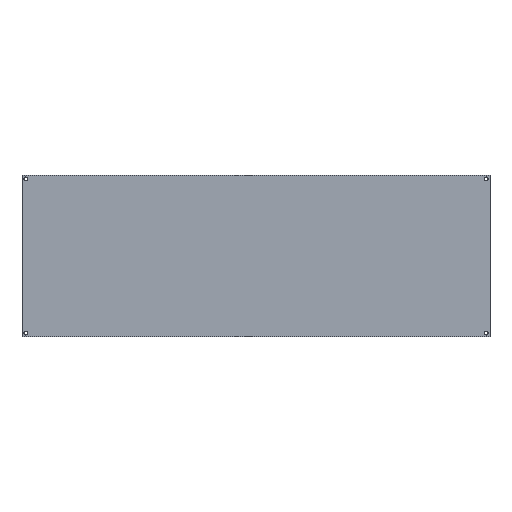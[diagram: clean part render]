
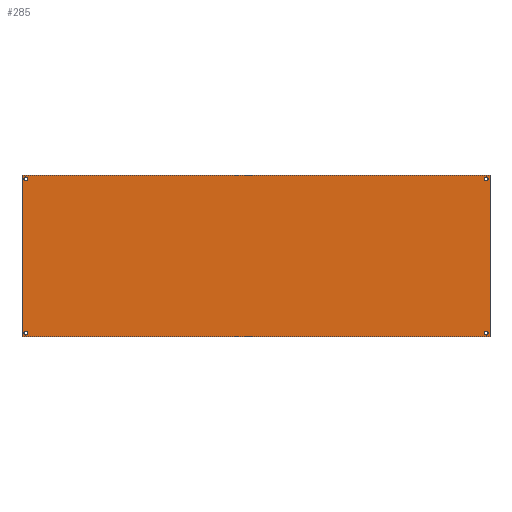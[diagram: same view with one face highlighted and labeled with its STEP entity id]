
A CAD part, top view. The second image highlights one B-rep face of the part: STEP entity #285.
In plain terms, the highlighted planar face has unit normal (0, 0, 1).
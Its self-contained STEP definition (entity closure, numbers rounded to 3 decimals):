
#19=FACE_BOUND('',#64,.T.);
#20=FACE_BOUND('',#65,.T.);
#21=FACE_BOUND('',#66,.T.);
#22=FACE_BOUND('',#67,.T.);
#31=PLANE('',#313);
#45=FACE_OUTER_BOUND('',#63,.T.);
#63=EDGE_LOOP('',(#221,#222,#223,#224));
#64=EDGE_LOOP('',(#225));
#65=EDGE_LOOP('',(#226));
#66=EDGE_LOOP('',(#227));
#67=EDGE_LOOP('',(#228));
#93=LINE('',#453,#113);
#94=LINE('',#455,#114);
#95=LINE('',#457,#115);
#96=LINE('',#458,#116);
#113=VECTOR('',#367,10.);
#114=VECTOR('',#368,10.);
#115=VECTOR('',#369,10.);
#116=VECTOR('',#370,10.);
#130=CIRCLE('',#303,1.5);
#132=CIRCLE('',#306,1.5);
#134=CIRCLE('',#309,1.5);
#136=CIRCLE('',#312,1.5);
#146=VERTEX_POINT('',#429);
#148=VERTEX_POINT('',#435);
#150=VERTEX_POINT('',#441);
#152=VERTEX_POINT('',#447);
#153=VERTEX_POINT('',#451);
#154=VERTEX_POINT('',#452);
#155=VERTEX_POINT('',#454);
#156=VERTEX_POINT('',#456);
#171=EDGE_CURVE('',#146,#146,#130,.T.);
#174=EDGE_CURVE('',#148,#148,#132,.T.);
#177=EDGE_CURVE('',#150,#150,#134,.T.);
#180=EDGE_CURVE('',#152,#152,#136,.T.);
#181=EDGE_CURVE('',#153,#154,#93,.T.);
#182=EDGE_CURVE('',#154,#155,#94,.T.);
#183=EDGE_CURVE('',#155,#156,#95,.T.);
#184=EDGE_CURVE('',#156,#153,#96,.T.);
#221=ORIENTED_EDGE('',*,*,#181,.T.);
#222=ORIENTED_EDGE('',*,*,#182,.T.);
#223=ORIENTED_EDGE('',*,*,#183,.T.);
#224=ORIENTED_EDGE('',*,*,#184,.T.);
#225=ORIENTED_EDGE('',*,*,#171,.T.);
#226=ORIENTED_EDGE('',*,*,#174,.T.);
#227=ORIENTED_EDGE('',*,*,#177,.T.);
#228=ORIENTED_EDGE('',*,*,#180,.T.);
#285=ADVANCED_FACE('',(#45,#19,#20,#21,#22),#31,.T.);
#303=AXIS2_PLACEMENT_3D('',#431,#342,#343);
#306=AXIS2_PLACEMENT_3D('',#437,#349,#350);
#309=AXIS2_PLACEMENT_3D('',#443,#356,#357);
#312=AXIS2_PLACEMENT_3D('',#449,#363,#364);
#313=AXIS2_PLACEMENT_3D('',#450,#365,#366);
#342=DIRECTION('center_axis',(0.,0.,-1.));
#343=DIRECTION('ref_axis',(-1.,0.,0.));
#349=DIRECTION('center_axis',(0.,0.,-1.));
#350=DIRECTION('ref_axis',(-1.,0.,0.));
#356=DIRECTION('center_axis',(0.,0.,-1.));
#357=DIRECTION('ref_axis',(-1.,0.,0.));
#363=DIRECTION('center_axis',(0.,0.,-1.));
#364=DIRECTION('ref_axis',(-1.,0.,0.));
#365=DIRECTION('center_axis',(0.,0.,1.));
#366=DIRECTION('ref_axis',(1.,0.,0.));
#367=DIRECTION('',(-1.,0.,0.));
#368=DIRECTION('',(0.,-1.,0.));
#369=DIRECTION('',(1.,0.,0.));
#370=DIRECTION('',(0.,1.,0.));
#429=CARTESIAN_POINT('',(38.799,-233.42,2.726));
#431=CARTESIAN_POINT('Origin',(37.299,-233.42,2.726));
#435=CARTESIAN_POINT('',(38.799,-114.018,2.726));
#437=CARTESIAN_POINT('Origin',(37.299,-114.018,2.726));
#441=CARTESIAN_POINT('',(395.282,-233.42,2.726));
#443=CARTESIAN_POINT('Origin',(393.782,-233.42,2.726));
#447=CARTESIAN_POINT('',(395.282,-114.018,2.726));
#449=CARTESIAN_POINT('Origin',(393.782,-114.018,2.726));
#450=CARTESIAN_POINT('Origin',(215.541,-173.719,2.726));
#451=CARTESIAN_POINT('',(396.782,-111.018,2.726));
#452=CARTESIAN_POINT('',(34.299,-111.018,2.726));
#453=CARTESIAN_POINT('',(128.92,-111.018,2.726));
#454=CARTESIAN_POINT('',(34.299,-236.42,2.726));
#455=CARTESIAN_POINT('',(34.299,-201.07,2.726));
#456=CARTESIAN_POINT('',(396.782,-236.42,2.726));
#457=CARTESIAN_POINT('',(302.161,-236.42,2.726));
#458=CARTESIAN_POINT('',(396.782,-146.369,2.726));
